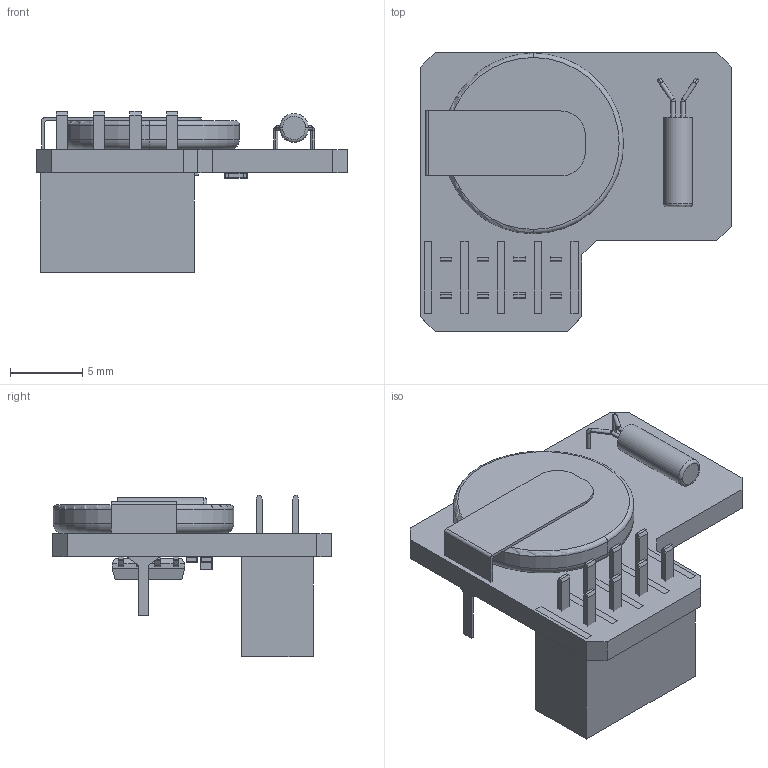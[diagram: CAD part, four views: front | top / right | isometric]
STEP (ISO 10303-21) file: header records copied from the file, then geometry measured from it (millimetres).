
FILE_DESCRIPTION(('Open CASCADE Model'),'2;1');
FILE_NAME('Open CASCADE Shape Model','2016-01-29T09:43:54',('Author'),( 'Open CASCADE'),'Open CASCADE STEP processor 6.2','Open CASCADE 6.2' ,'Unknown');
FILE_SCHEMA(('AUTOMOTIVE_DESIGN { 1 0 10303 214 1 1 1 1 }'));
Length unit declared in the file: millimetre
Products named in the file (18): PCB; Board; C4; 602062016; User_Library-cap0603_pad_0603___; User_Library-cap0603_cap0603_body___; R3; 602033120; R2; R1; Free-Models; Samtec-SSW-104-01-F-D; User_Library-sop-8; User_Library-CR1220-1; User_Library-DT-26-2; User_Library-DT-26-2__X2_041A043E0440043F04430441_X0_; User_Library-DT-26-2__X2_041A0440044B0448043A0430_X0_; User_Library-DT-26-2__X2_041D043E0436043A0438_X0_
Assembly tree (19 placements, depth 4):
  PCB
    Board
    C4
      602062016
        User_Library-cap0603_pad_0603___
        User_Library-cap0603_cap0603_body___
    R3
      602033120
    R2
      602033120
    R1
      602033120
    Free-Models
      Samtec-SSW-104-01-F-D
      User_Library-sop-8
      User_Library-CR1220-1
      User_Library-DT-26-2
        User_Library-DT-26-2__X2_041A043E0440043F04430441_X0_
        User_Library-DT-26-2__X2_041A0440044B0448043A0430_X0_
        User_Library-DT-26-2__X2_041D043E0436043A0438_X0_
Bounding box: 21.5 x 19.29 x 11.15 mm (x, y, z)
Volume: 1261.4 mm3; surface area: 2005.1 mm2
Topology: 14 solids, 14 shells, 564 faces, 1330 edges, 780 vertices
Faces by surface type: plane 389, cylinder 102, bspline 37, sphere 32, torus 4
Entity records: 36041 total; most frequent: CARTESIAN_POINT 11175, DIRECTION 3890, LINE 2649, VECTOR 2649, ORIENTED_EDGE 2268, PCURVE 2268, DEFINITIONAL_REPRESENTATION 2268, EDGE_CURVE 1134
